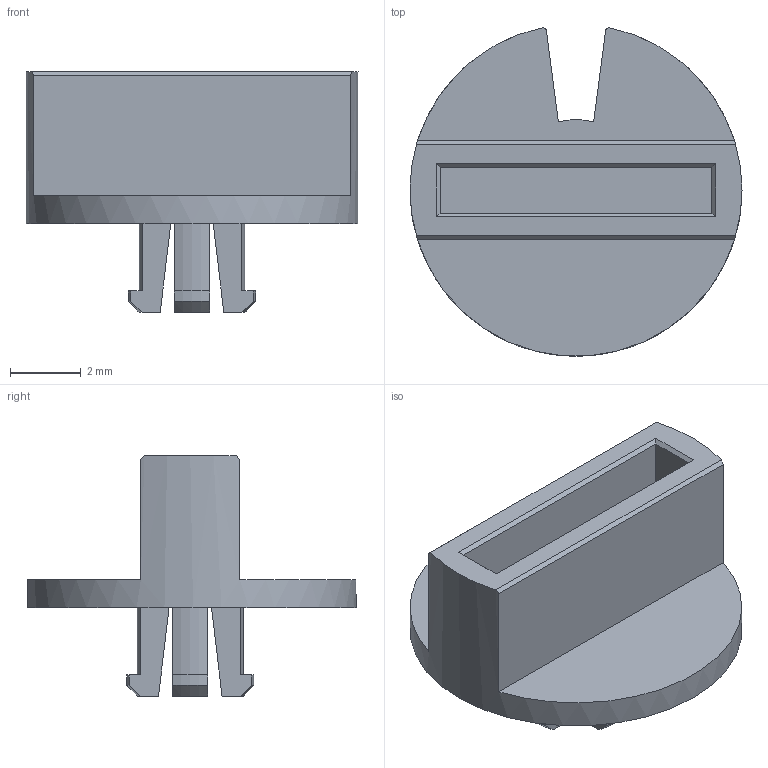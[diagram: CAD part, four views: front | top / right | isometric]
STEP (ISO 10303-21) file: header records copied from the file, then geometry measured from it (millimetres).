
FILE_DESCRIPTION(/* description */ ('Unknown'),/* implementation_level */ '2;1');
FILE_NAME(/* name */ '714287050',/* time_stamp */ '2023-03-21T08:57:02+01:00',/* author */ ('Unknown'),/* organization */ ('Unknown'),/* preprocessor_version */ 'ST-DEVELOPER v16.7',/* originating_system */ 'Solid Edge',/* authorisation */ 'Unknown');
FILE_SCHEMA (('AUTOMOTIVE_DESIGN {1 0 10303 214 3 1 1}'));
Length unit declared in the file: millimetre
Products named in the file (1): 714287050
Bounding box: 9.4 x 9.3 x 6.8 mm (x, y, z)
Volume: 116.7 mm3; surface area: 341.7 mm2
Topology: 1 solids, 1 shells, 57 faces, 144 edges, 95 vertices
Faces by surface type: plane 40, cylinder 13, cone 4
Full cylindrical faces by diameter (mm): 0.77 x1
Entity records: 1736 total; most frequent: CARTESIAN_POINT 318, DIRECTION 288, ORIENTED_EDGE 284, EDGE_CURVE 142, LINE 96, VECTOR 96, AXIS2_PLACEMENT_3D 96, VERTEX_POINT 94
